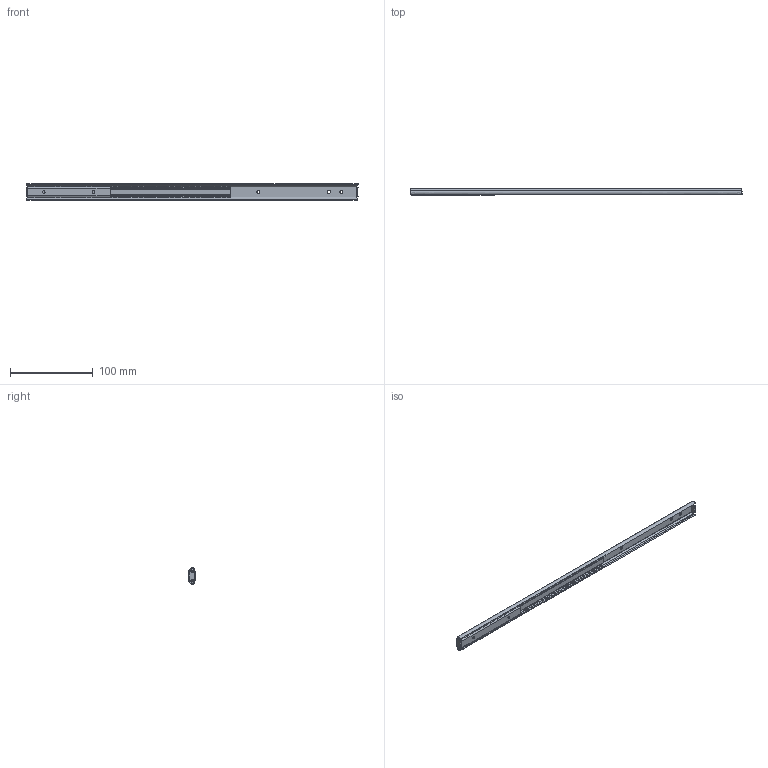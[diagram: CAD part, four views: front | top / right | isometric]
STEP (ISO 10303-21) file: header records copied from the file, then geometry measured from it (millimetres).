
FILE_DESCRIPTION((''),'2;1');
FILE_NAME('','2005-12-14T16:51:01',(''),(''),'','CADfix','');
FILE_SCHEMA(('AUTOMOTIVE_DESIGN'));
Length unit declared in the file: millimetre
Products named in the file (5): ball; retainer; member_B; member_A; TM_231_3_5250_36
Assembly tree (51 placements, depth 2):
  TM_231_3_5250_36
    ball  x48
    retainer
    member_B
    member_A
Bounding box: 400 x 8 x 20 mm (x, y, z)
Volume: 21238.1 mm3; surface area: 40306.8 mm2
Topology: 51 solids, 51 shells, 630 faces, 1792 edges, 1264 vertices
Faces by surface type: bspline 630
Entity records: 21424 total; most frequent: CARTESIAN_POINT 11512, ORIENTED_EDGE 3396, EDGE_CURVE 1698, VERTEX_POINT 1170, QUASI_UNIFORM_CURVE 808, EDGE_LOOP 648, FACE_OUTER_BOUND 536, ADVANCED_FACE 536
